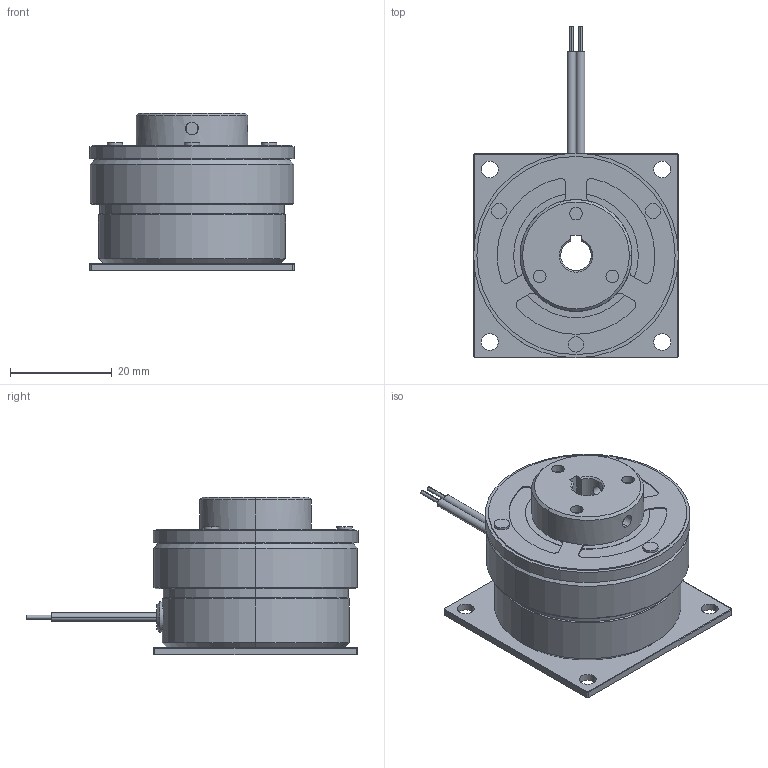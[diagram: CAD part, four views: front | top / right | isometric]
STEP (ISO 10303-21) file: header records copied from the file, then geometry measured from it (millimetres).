
FILE_DESCRIPTION (( 'STEP AP203' ), '1' );
FILE_NAME ('AMB5E.STEP', '2020-06-29T10:32:07', ( '' ), ( '' ), 'SwSTEP 2.0', 'SolidWorks 2018', '' );
FILE_SCHEMA (( 'CONFIG_CONTROL_DESIGN' ));
Length unit declared in the file: millimetre
Products named in the file (1): AMB5E
Bounding box: 40.3 x 65.32 x 31 mm (x, y, z)
Volume: 27813.2 mm3; surface area: 8925.6 mm2
Topology: 1 solids, 1 shells, 150 faces, 363 edges, 231 vertices
Faces by surface type: cylinder 87, plane 39, cone 20, torus 4
Entity records: 4898 total; most frequent: CARTESIAN_POINT 1161, DIRECTION 823, ORIENTED_EDGE 726, EDGE_CURVE 363, AXIS2_PLACEMENT_3D 333, VERTEX_POINT 231, CIRCLE 182, EDGE_LOOP 180
